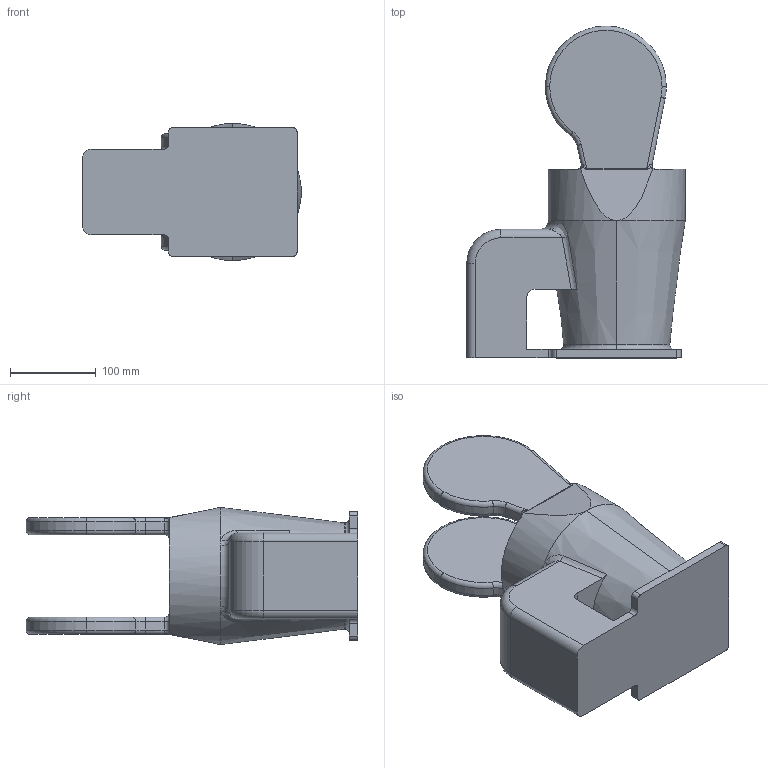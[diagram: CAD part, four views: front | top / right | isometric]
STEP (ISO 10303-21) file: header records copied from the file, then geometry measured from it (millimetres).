
FILE_DESCRIPTION (( 'STEP AP203' ), '1' );
FILE_NAME ('base_Default_sldprt.STEP', '2023-05-02T16:19:10', ( '' ), ( '' ), 'SwSTEP 2.0', 'SolidWorks 2020', '' );
FILE_SCHEMA (( 'CONFIG_CONTROL_DESIGN' ));
Length unit declared in the file: millimetre
Products named in the file (1): base_Default_sldprt
Bounding box: 255 x 387.05 x 160 mm (x, y, z)
Volume: 5524396.2 mm3; surface area: 315165.9 mm2
Topology: 1 solids, 1 shells, 112 faces, 276 edges, 166 vertices
Faces by surface type: cylinder 42, plane 27, torus 23, bspline 18, cone 2
Entity records: 3985 total; most frequent: CARTESIAN_POINT 1369, ORIENTED_EDGE 552, DIRECTION 540, EDGE_CURVE 276, AXIS2_PLACEMENT_3D 221, VERTEX_POINT 166, CIRCLE 126, EDGE_LOOP 114
